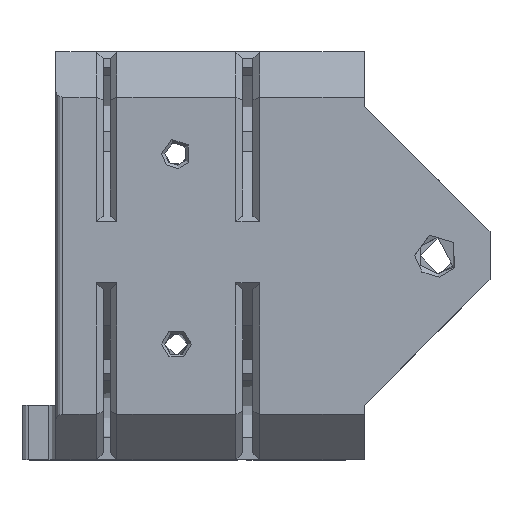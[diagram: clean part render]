
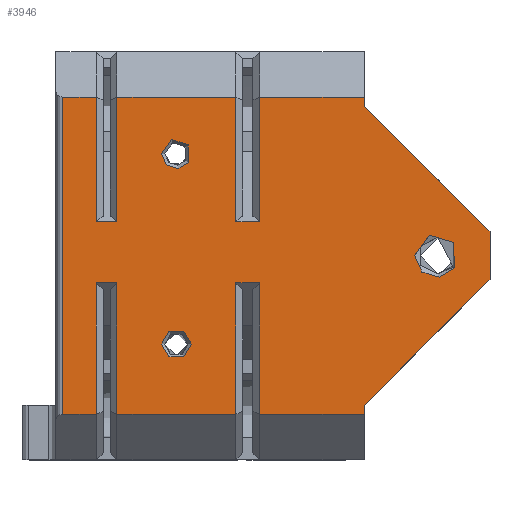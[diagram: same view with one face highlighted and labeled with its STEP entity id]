
A CAD part, top view. The second image highlights one B-rep face of the part: STEP entity #3946.
In plain terms, the highlighted planar face has unit normal (0, 0, 1).
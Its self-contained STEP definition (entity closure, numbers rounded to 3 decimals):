
#148=FACE_BOUND('',#647,.T.);
#149=FACE_BOUND('',#648,.T.);
#150=FACE_BOUND('',#649,.T.);
#239=PLANE('',#4283);
#420=FACE_OUTER_BOUND('',#646,.T.);
#646=EDGE_LOOP('',(#3429,#3430,#3431,#3432,#3433,#3434,#3435,#3436,#3437,
#3438,#3439,#3440,#3441,#3442,#3443,#3444,#3445,#3446,#3447,#3448,#3449,
#3450,#3451,#3452,#3453));
#647=EDGE_LOOP('',(#3454,#3455));
#648=EDGE_LOOP('',(#3456,#3457));
#649=EDGE_LOOP('',(#3458,#3459));
#817=CIRCLE('',#4235,2.2);
#818=CIRCLE('',#4236,2.2);
#830=CIRCLE('',#4284,3.2);
#831=CIRCLE('',#4285,3.2);
#832=CIRCLE('',#4286,2.2);
#833=CIRCLE('',#4287,2.2);
#918=LINE('',#5920,#1319);
#929=LINE('',#5952,#1330);
#959=LINE('',#6156,#1360);
#963=LINE('',#6164,#1364);
#1076=LINE('',#6518,#1477);
#1078=LINE('',#6522,#1479);
#1091=LINE('',#6546,#1492);
#1096=LINE('',#6561,#1497);
#1102=LINE('',#6572,#1503);
#1103=LINE('',#6575,#1504);
#1109=LINE('',#6586,#1510);
#1110=LINE('',#6588,#1511);
#1115=LINE('',#6597,#1516);
#1116=LINE('',#6599,#1517);
#1121=LINE('',#6608,#1522);
#1123=LINE('',#6612,#1524);
#1127=LINE('',#6619,#1528);
#1130=LINE('',#6623,#1531);
#1134=LINE('',#6640,#1535);
#1186=LINE('',#6796,#1587);
#1187=LINE('',#6798,#1588);
#1188=LINE('',#6800,#1589);
#1189=LINE('',#6802,#1590);
#1190=LINE('',#6803,#1591);
#1191=LINE('',#6804,#1592);
#1319=VECTOR('',#4587,1.);
#1330=VECTOR('',#4598,1.);
#1360=VECTOR('',#4660,10.);
#1364=VECTOR('',#4668,1.);
#1477=VECTOR('',#4941,1.);
#1479=VECTOR('',#4945,1.);
#1492=VECTOR('',#4978,1.);
#1497=VECTOR('',#4989,1.);
#1503=VECTOR('',#4995,1.);
#1504=VECTOR('',#4998,1.);
#1510=VECTOR('',#5006,1.);
#1511=VECTOR('',#5009,1.);
#1516=VECTOR('',#5016,1.);
#1517=VECTOR('',#5019,1.);
#1522=VECTOR('',#5026,1.);
#1524=VECTOR('',#5030,1.);
#1528=VECTOR('',#5034,1.);
#1531=VECTOR('',#5039,1.);
#1535=VECTOR('',#5057,1.);
#1587=VECTOR('',#5199,1.);
#1588=VECTOR('',#5200,1.);
#1589=VECTOR('',#5201,1.);
#1590=VECTOR('',#5202,1.);
#1591=VECTOR('',#5203,1.);
#1592=VECTOR('',#5204,1.);
#1764=VERTEX_POINT('',#5899);
#1769=VERTEX_POINT('',#5917);
#1770=VERTEX_POINT('',#5919);
#1781=VERTEX_POINT('',#5950);
#1818=VERTEX_POINT('',#6153);
#1819=VERTEX_POINT('',#6155);
#1821=VERTEX_POINT('',#6162);
#1918=VERTEX_POINT('',#6517);
#1919=VERTEX_POINT('',#6521);
#1920=VERTEX_POINT('',#6544);
#1926=VERTEX_POINT('',#6558);
#1927=VERTEX_POINT('',#6560);
#1932=VERTEX_POINT('',#6570);
#1933=VERTEX_POINT('',#6574);
#1937=VERTEX_POINT('',#6584);
#1940=VERTEX_POINT('',#6595);
#1943=VERTEX_POINT('',#6606);
#1944=VERTEX_POINT('',#6610);
#1946=VERTEX_POINT('',#6616);
#1947=VERTEX_POINT('',#6618);
#1950=VERTEX_POINT('',#6629);
#1951=VERTEX_POINT('',#6631);
#1952=VERTEX_POINT('',#6636);
#1953=VERTEX_POINT('',#6638);
#1994=VERTEX_POINT('',#6797);
#1995=VERTEX_POINT('',#6799);
#1996=VERTEX_POINT('',#6801);
#1997=VERTEX_POINT('',#6805);
#1998=VERTEX_POINT('',#6806);
#1999=VERTEX_POINT('',#6809);
#2000=VERTEX_POINT('',#6810);
#2172=EDGE_CURVE('',#1770,#1769,#918,.F.);
#2185=EDGE_CURVE('',#1764,#1781,#929,.F.);
#2227=EDGE_CURVE('',#1818,#1819,#959,.T.);
#2232=EDGE_CURVE('',#1818,#1821,#963,.T.);
#2384=EDGE_CURVE('',#1918,#1770,#1076,.T.);
#2386=EDGE_CURVE('',#1781,#1919,#1078,.T.);
#2399=EDGE_CURVE('',#1920,#1919,#1091,.F.);
#2406=EDGE_CURVE('',#1926,#1927,#1096,.F.);
#2412=EDGE_CURVE('',#1932,#1920,#1102,.F.);
#2413=EDGE_CURVE('',#1933,#1932,#1103,.T.);
#2419=EDGE_CURVE('',#1937,#1933,#1109,.T.);
#2420=EDGE_CURVE('',#1927,#1937,#1110,.T.);
#2425=EDGE_CURVE('',#1940,#1926,#1115,.F.);
#2426=EDGE_CURVE('',#1819,#1940,#1116,.T.);
#2431=EDGE_CURVE('',#1943,#1821,#1121,.F.);
#2433=EDGE_CURVE('',#1944,#1943,#1123,.F.);
#2437=EDGE_CURVE('',#1946,#1947,#1127,.F.);
#2440=EDGE_CURVE('',#1918,#1946,#1130,.F.);
#2444=EDGE_CURVE('',#1950,#1951,#817,.T.);
#2445=EDGE_CURVE('',#1951,#1950,#818,.T.);
#2448=EDGE_CURVE('',#1952,#1953,#1134,.T.);
#2519=EDGE_CURVE('',#1947,#1953,#1186,.T.);
#2520=EDGE_CURVE('',#1769,#1994,#1187,.T.);
#2521=EDGE_CURVE('',#1995,#1994,#1188,.T.);
#2522=EDGE_CURVE('',#1996,#1995,#1189,.T.);
#2523=EDGE_CURVE('',#1764,#1996,#1190,.T.);
#2524=EDGE_CURVE('',#1952,#1944,#1191,.T.);
#2525=EDGE_CURVE('',#1997,#1998,#830,.T.);
#2526=EDGE_CURVE('',#1998,#1997,#831,.T.);
#2527=EDGE_CURVE('',#1999,#2000,#832,.T.);
#2528=EDGE_CURVE('',#2000,#1999,#833,.T.);
#3429=ORIENTED_EDGE('',*,*,#2448,.T.);
#3430=ORIENTED_EDGE('',*,*,#2519,.F.);
#3431=ORIENTED_EDGE('',*,*,#2437,.F.);
#3432=ORIENTED_EDGE('',*,*,#2440,.F.);
#3433=ORIENTED_EDGE('',*,*,#2384,.T.);
#3434=ORIENTED_EDGE('',*,*,#2172,.T.);
#3435=ORIENTED_EDGE('',*,*,#2520,.T.);
#3436=ORIENTED_EDGE('',*,*,#2521,.F.);
#3437=ORIENTED_EDGE('',*,*,#2522,.F.);
#3438=ORIENTED_EDGE('',*,*,#2523,.F.);
#3439=ORIENTED_EDGE('',*,*,#2185,.T.);
#3440=ORIENTED_EDGE('',*,*,#2386,.T.);
#3441=ORIENTED_EDGE('',*,*,#2399,.F.);
#3442=ORIENTED_EDGE('',*,*,#2412,.F.);
#3443=ORIENTED_EDGE('',*,*,#2413,.F.);
#3444=ORIENTED_EDGE('',*,*,#2419,.F.);
#3445=ORIENTED_EDGE('',*,*,#2420,.F.);
#3446=ORIENTED_EDGE('',*,*,#2406,.F.);
#3447=ORIENTED_EDGE('',*,*,#2425,.F.);
#3448=ORIENTED_EDGE('',*,*,#2426,.F.);
#3449=ORIENTED_EDGE('',*,*,#2227,.F.);
#3450=ORIENTED_EDGE('',*,*,#2232,.T.);
#3451=ORIENTED_EDGE('',*,*,#2431,.F.);
#3452=ORIENTED_EDGE('',*,*,#2433,.F.);
#3453=ORIENTED_EDGE('',*,*,#2524,.F.);
#3454=ORIENTED_EDGE('',*,*,#2445,.F.);
#3455=ORIENTED_EDGE('',*,*,#2444,.F.);
#3456=ORIENTED_EDGE('',*,*,#2525,.F.);
#3457=ORIENTED_EDGE('',*,*,#2526,.F.);
#3458=ORIENTED_EDGE('',*,*,#2527,.F.);
#3459=ORIENTED_EDGE('',*,*,#2528,.F.);
#3946=ADVANCED_FACE('',(#420,#148,#149,#150),#239,.T.);
#4235=AXIS2_PLACEMENT_3D('',#6632,#5047,#5048);
#4236=AXIS2_PLACEMENT_3D('',#6633,#5049,#5050);
#4283=AXIS2_PLACEMENT_3D('',#6795,#5197,#5198);
#4284=AXIS2_PLACEMENT_3D('',#6807,#5205,#5206);
#4285=AXIS2_PLACEMENT_3D('',#6808,#5207,#5208);
#4286=AXIS2_PLACEMENT_3D('',#6811,#5209,#5210);
#4287=AXIS2_PLACEMENT_3D('',#6812,#5211,#5212);
#4587=DIRECTION('',(0.,-1.,0.));
#4598=DIRECTION('',(0.,-1.,0.));
#4660=DIRECTION('',(0.,1.,0.));
#4668=DIRECTION('',(1.,0.,0.));
#4941=DIRECTION('',(1.,0.,0.));
#4945=DIRECTION('',(-1.,0.,0.));
#4978=DIRECTION('',(0.,-1.,0.));
#4989=DIRECTION('',(-1.,0.,0.));
#4995=DIRECTION('',(-1.,0.,0.));
#4998=DIRECTION('',(0.,-1.,0.));
#5006=DIRECTION('',(1.,0.,0.));
#5009=DIRECTION('',(0.,1.,0.));
#5016=DIRECTION('',(0.,1.,0.));
#5019=DIRECTION('',(1.,0.,0.));
#5026=DIRECTION('',(0.,1.,0.));
#5030=DIRECTION('',(1.,0.,0.));
#5034=DIRECTION('',(1.,0.,0.));
#5039=DIRECTION('',(0.,-1.,0.));
#5047=DIRECTION('center_axis',(0.,0.,1.));
#5048=DIRECTION('ref_axis',(1.,0.,0.));
#5049=DIRECTION('center_axis',(0.,0.,1.));
#5050=DIRECTION('ref_axis',(1.,0.,0.));
#5057=DIRECTION('',(1.,0.,0.));
#5197=DIRECTION('center_axis',(0.,0.,1.));
#5198=DIRECTION('ref_axis',(0.,-1.,0.));
#5199=DIRECTION('',(0.,-1.,0.));
#5200=DIRECTION('',(0.707,0.707,0.));
#5201=DIRECTION('',(0.,-1.,0.));
#5202=DIRECTION('',(0.,-1.,0.));
#5203=DIRECTION('',(0.707,-0.707,0.));
#5204=DIRECTION('',(0.,1.,0.));
#5205=DIRECTION('center_axis',(0.,0.,1.));
#5206=DIRECTION('ref_axis',(1.,0.,0.));
#5207=DIRECTION('center_axis',(0.,0.,1.));
#5208=DIRECTION('ref_axis',(1.,0.,0.));
#5209=DIRECTION('center_axis',(0.,0.,1.));
#5210=DIRECTION('ref_axis',(1.,0.,0.));
#5211=DIRECTION('center_axis',(0.,0.,1.));
#5212=DIRECTION('ref_axis',(1.,0.,0.));
#5899=CARTESIAN_POINT('',(9.9,22.,29.25));
#5917=CARTESIAN_POINT('',(9.9,-22.,29.25));
#5919=CARTESIAN_POINT('',(9.9,-23.331,29.25));
#5920=CARTESIAN_POINT('',(9.9,-22.666,29.25));
#5950=CARTESIAN_POINT('',(9.9,23.331,29.25));
#5952=CARTESIAN_POINT('',(9.9,22.666,29.25));
#6153=CARTESIAN_POINT('',(-34.5,-23.331,29.25));
#6155=CARTESIAN_POINT('',(-34.5,23.331,29.25));
#6156=CARTESIAN_POINT('',(-34.5,11.666,29.25));
#6162=CARTESIAN_POINT('',(-29.5,-23.331,29.25));
#6164=CARTESIAN_POINT('',(-32.5,-23.331,29.25));
#6517=CARTESIAN_POINT('',(-5.5,-23.331,29.25));
#6518=CARTESIAN_POINT('',(-7.55,-23.331,29.25));
#6521=CARTESIAN_POINT('',(-5.5,23.331,29.25));
#6522=CARTESIAN_POINT('',(-3.35,23.331,29.25));
#6544=CARTESIAN_POINT('',(-5.5,5.,29.25));
#6546=CARTESIAN_POINT('',(-5.5,8.804,29.25));
#6558=CARTESIAN_POINT('',(-29.5,5.,29.25));
#6560=CARTESIAN_POINT('',(-26.5,5.,29.25));
#6561=CARTESIAN_POINT('',(-28.,5.,29.25));
#6570=CARTESIAN_POINT('',(-9.,5.,29.25));
#6572=CARTESIAN_POINT('',(-17.25,5.,29.25));
#6574=CARTESIAN_POINT('',(-9.,23.331,29.25));
#6575=CARTESIAN_POINT('',(-9.,8.804,29.25));
#6584=CARTESIAN_POINT('',(-26.5,23.331,29.25));
#6586=CARTESIAN_POINT('',(-22.75,23.331,29.25));
#6588=CARTESIAN_POINT('',(-26.5,8.804,29.25));
#6595=CARTESIAN_POINT('',(-29.5,23.331,29.25));
#6597=CARTESIAN_POINT('',(-29.5,8.804,29.25));
#6599=CARTESIAN_POINT('',(-32.5,23.331,29.25));
#6606=CARTESIAN_POINT('',(-29.5,-4.,29.25));
#6608=CARTESIAN_POINT('',(-29.5,8.804,29.25));
#6610=CARTESIAN_POINT('',(-26.5,-4.,29.25));
#6612=CARTESIAN_POINT('',(-12.8,-4.,29.25));
#6616=CARTESIAN_POINT('',(-5.5,-4.,29.25));
#6618=CARTESIAN_POINT('',(-9.,-4.,29.25));
#6619=CARTESIAN_POINT('',(-12.8,-4.,29.25));
#6623=CARTESIAN_POINT('',(-5.5,8.804,29.25));
#6629=CARTESIAN_POINT('',(-15.97,13.707,29.25));
#6631=CARTESIAN_POINT('',(-19.95,15.,29.25));
#6632=CARTESIAN_POINT('Origin',(-17.75,15.,29.25));
#6633=CARTESIAN_POINT('Origin',(-17.75,15.,29.25));
#6636=CARTESIAN_POINT('',(-26.5,-23.331,29.25));
#6638=CARTESIAN_POINT('',(-9.,-23.331,29.25));
#6640=CARTESIAN_POINT('',(-22.75,-23.331,29.25));
#6795=CARTESIAN_POINT('Origin',(-35.5,23.331,29.25));
#6796=CARTESIAN_POINT('',(-9.,-16.416,29.25));
#6797=CARTESIAN_POINT('',(28.4,-3.5,29.25));
#6798=CARTESIAN_POINT('',(19.15,-12.75,29.25));
#6799=CARTESIAN_POINT('',(28.4,0.,29.25));
#6800=CARTESIAN_POINT('',(28.4,-1.75,29.25));
#6801=CARTESIAN_POINT('',(28.4,3.5,29.25));
#6802=CARTESIAN_POINT('',(28.4,1.75,29.25));
#6803=CARTESIAN_POINT('',(19.15,12.75,29.25));
#6804=CARTESIAN_POINT('',(-26.5,-16.416,29.25));
#6805=CARTESIAN_POINT('',(17.3,0.,29.25));
#6806=CARTESIAN_POINT('',(23.158,-1.781,29.25));
#6807=CARTESIAN_POINT('Origin',(20.5,0.,29.25));
#6808=CARTESIAN_POINT('Origin',(20.5,0.,29.25));
#6809=CARTESIAN_POINT('',(-15.55,-13.,29.25));
#6810=CARTESIAN_POINT('',(-19.95,-13.,29.25));
#6811=CARTESIAN_POINT('Origin',(-17.75,-13.,29.25));
#6812=CARTESIAN_POINT('Origin',(-17.75,-13.,29.25));
